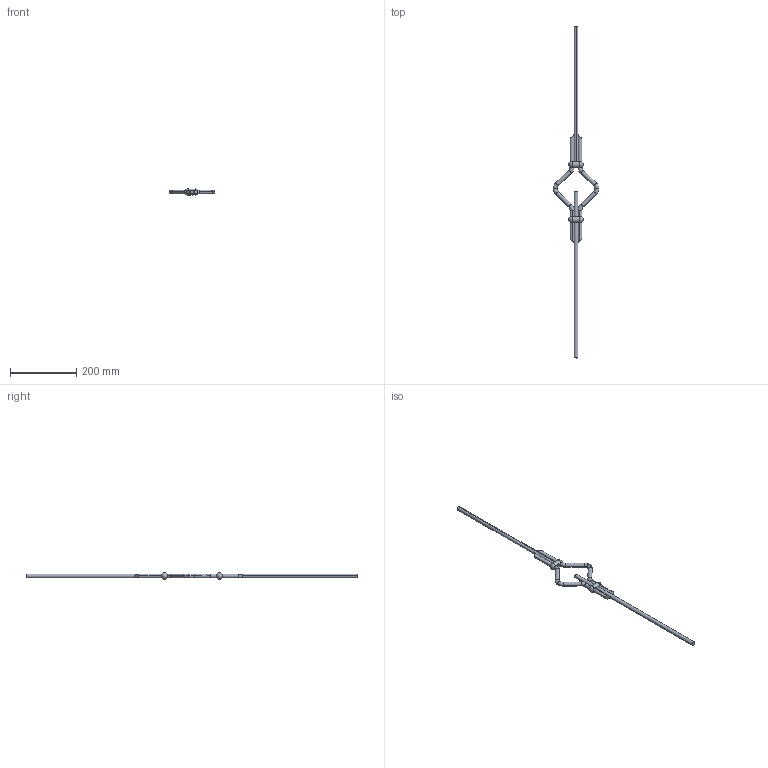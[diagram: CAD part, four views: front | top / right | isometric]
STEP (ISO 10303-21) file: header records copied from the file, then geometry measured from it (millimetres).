
FILE_DESCRIPTION (( 'STEP AP203' ), '1' );
FILE_NAME ('56148-240.STEP', '2019-08-13T06:20:10', ( '' ), ( '' ), 'SwSTEP 2.0', 'SolidWorks 2015', '' );
FILE_SCHEMA (( 'CONFIG_CONTROL_DESIGN' ));
Length unit declared in the file: millimetre
Products named in the file (1): 56148-240
Bounding box: 138 x 1000 x 19.57 mm (x, y, z)
Volume: 192338.7 mm3; surface area: 68974.7 mm2
Topology: 6 solids, 6 shells, 294 faces, 736 edges, 476 vertices
Faces by surface type: plane 145, bspline 97, cylinder 32, torus 20
Entity records: 13997 total; most frequent: CARTESIAN_POINT 7542, ORIENTED_EDGE 1472, DIRECTION 998, EDGE_CURVE 736, VERTEX_POINT 476, VECTOR 454, LINE 454, EDGE_LOOP 320
